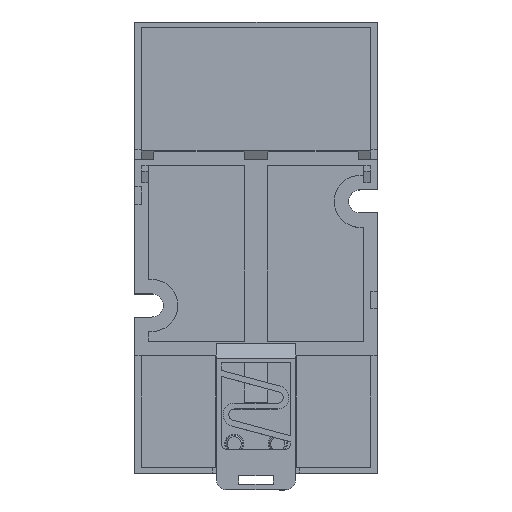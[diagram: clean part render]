
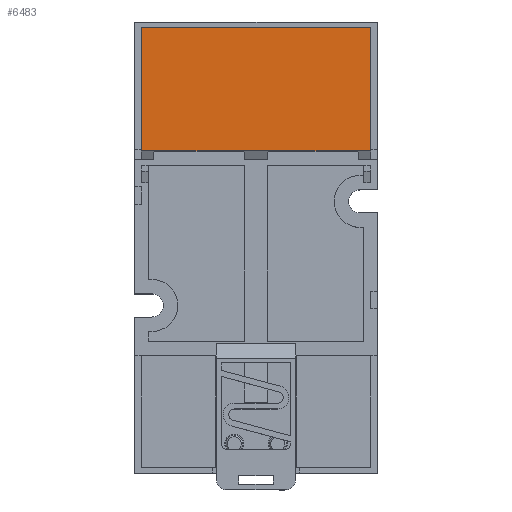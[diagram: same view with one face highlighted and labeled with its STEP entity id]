
A CAD part, top view. The second image highlights one B-rep face of the part: STEP entity #6483.
In plain terms, the highlighted face is planar.
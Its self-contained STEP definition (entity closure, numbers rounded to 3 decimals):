
#37 = CARTESIAN_POINT ( 'NONE',  ( -38., 5.332, 19.8 ) ) ;
#720 = DIRECTION ( 'NONE',  ( 0., 0., -1. ) ) ;
#763 = EDGE_CURVE ( 'NONE', #27049, #22415, #9545, .T. ) ;
#2086 = CARTESIAN_POINT ( 'NONE',  ( -16.7, 5.332, 19.8 ) ) ;
#2527 = PLANE ( 'NONE',  #20419 ) ;
#3231 = EDGE_CURVE ( 'NONE', #19702, #7098, #30227, .T. ) ;
#4208 = ORIENTED_EDGE ( 'NONE', *, *, #38715, .F. ) ;
#6483 = ADVANCED_FACE ( 'NONE', ( #38828 ), #2527, .F. ) ;
#6563 = ORIENTED_EDGE ( 'NONE', *, *, #38381, .F. ) ;
#7098 = VERTEX_POINT ( 'NONE', #26380 ) ;
#7471 = LINE ( 'NONE', #41957, #22290 ) ;
#8422 = DIRECTION ( 'NONE',  ( 0., 0., -1. ) ) ;
#9007 = ORIENTED_EDGE ( 'NONE', *, *, #12542, .T. ) ;
#9137 = CARTESIAN_POINT ( 'NONE',  ( -16.7, 5.332, 2. ) ) ;
#9545 = LINE ( 'NONE', #18564, #27140 ) ;
#9670 = LINE ( 'NONE', #39270, #25637 ) ;
#10108 = VECTOR ( 'NONE', #22025, 1000. ) ;
#10248 = VERTEX_POINT ( 'NONE', #40951 ) ;
#11069 = CARTESIAN_POINT ( 'NONE',  ( -16.7, 5.332, 19.8 ) ) ;
#11575 = VERTEX_POINT ( 'NONE', #34834 ) ;
#12542 = EDGE_CURVE ( 'NONE', #27049, #19702, #31296, .T. ) ;
#14436 = ORIENTED_EDGE ( 'NONE', *, *, #763, .F. ) ;
#15781 = EDGE_CURVE ( 'NONE', #18305, #31208, #42529, .T. ) ;
#16163 = DIRECTION ( 'NONE',  ( -1., 0., 0. ) ) ;
#18305 = VERTEX_POINT ( 'NONE', #29524 ) ;
#18564 = CARTESIAN_POINT ( 'NONE',  ( -16.7, 5.332, 19.8 ) ) ;
#19702 = VERTEX_POINT ( 'NONE', #44813 ) ;
#20419 = AXIS2_PLACEMENT_3D ( 'NONE', #2086, #40411, #16163 ) ;
#21074 = VECTOR ( 'NONE', #8422, 1000. ) ;
#21194 = LINE ( 'NONE', #28316, #28318 ) ;
#21763 = DIRECTION ( 'NONE',  ( 0., 0., -1. ) ) ;
#22025 = DIRECTION ( 'NONE',  ( 0., 0., -1. ) ) ;
#22290 = VECTOR ( 'NONE', #24508, 1000. ) ;
#22415 = VERTEX_POINT ( 'NONE', #11069 ) ;
#22545 = VECTOR ( 'NONE', #45267, 1000. ) ;
#24508 = DIRECTION ( 'NONE',  ( 0., 0., -1. ) ) ;
#25035 = DIRECTION ( 'NONE',  ( 1., 0., 0. ) ) ;
#25637 = VECTOR ( 'NONE', #21763, 1000. ) ;
#26380 = CARTESIAN_POINT ( 'NONE',  ( -16.7, 5.332, -19.8 ) ) ;
#26899 = CARTESIAN_POINT ( 'NONE',  ( -38., 5.332, 19.8 ) ) ;
#27049 = VERTEX_POINT ( 'NONE', #26899 ) ;
#27140 = VECTOR ( 'NONE', #25035, 1000. ) ;
#28316 = CARTESIAN_POINT ( 'NONE',  ( -16.7, 5.332, 19.8 ) ) ;
#28318 = VECTOR ( 'NONE', #720, 1000. ) ;
#28530 = DIRECTION ( 'NONE',  ( 0., 0., -1. ) ) ;
#29524 = CARTESIAN_POINT ( 'NONE',  ( -16.7, 5.332, 17.7 ) ) ;
#30189 = VECTOR ( 'NONE', #28530, 1000. ) ;
#30227 = LINE ( 'NONE', #36255, #22545 ) ;
#30438 = EDGE_CURVE ( 'NONE', #10248, #11575, #38658, .T. ) ;
#31208 = VERTEX_POINT ( 'NONE', #9137 ) ;
#31296 = LINE ( 'NONE', #37, #30189 ) ;
#32846 = ORIENTED_EDGE ( 'NONE', *, *, #30438, .F. ) ;
#34834 = CARTESIAN_POINT ( 'NONE',  ( -16.7, 5.332, -17.7 ) ) ;
#35068 = CARTESIAN_POINT ( 'NONE',  ( -16.7, 5.332, 17.7 ) ) ;
#35078 = ORIENTED_EDGE ( 'NONE', *, *, #3231, .T. ) ;
#36255 = CARTESIAN_POINT ( 'NONE',  ( -16.7, 5.332, -19.8 ) ) ;
#36988 = CARTESIAN_POINT ( 'NONE',  ( -16.7, 5.332, -2. ) ) ;
#38381 = EDGE_CURVE ( 'NONE', #31208, #10248, #9670, .T. ) ;
#38658 = LINE ( 'NONE', #36988, #21074 ) ;
#38715 = EDGE_CURVE ( 'NONE', #22415, #18305, #7471, .T. ) ;
#38823 = EDGE_CURVE ( 'NONE', #11575, #7098, #21194, .T. ) ;
#38828 = FACE_OUTER_BOUND ( 'NONE', #40924, .T. ) ;
#39270 = CARTESIAN_POINT ( 'NONE',  ( -16.7, 5.332, 19.8 ) ) ;
#40411 = DIRECTION ( 'NONE',  ( 0., 1., 0. ) ) ;
#40924 = EDGE_LOOP ( 'NONE', ( #35078, #44737, #32846, #6563, #41050, #4208, #14436, #9007 ) ) ;
#40951 = CARTESIAN_POINT ( 'NONE',  ( -16.7, 5.332, -2. ) ) ;
#41050 = ORIENTED_EDGE ( 'NONE', *, *, #15781, .F. ) ;
#41957 = CARTESIAN_POINT ( 'NONE',  ( -16.7, 5.332, 19.8 ) ) ;
#42529 = LINE ( 'NONE', #35068, #10108 ) ;
#44737 = ORIENTED_EDGE ( 'NONE', *, *, #38823, .F. ) ;
#44813 = CARTESIAN_POINT ( 'NONE',  ( -38., 5.332, -19.8 ) ) ;
#45267 = DIRECTION ( 'NONE',  ( 1., 0., 0. ) ) ;
